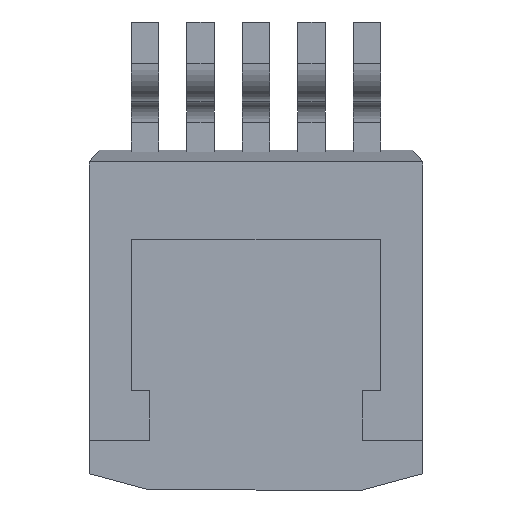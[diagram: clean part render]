
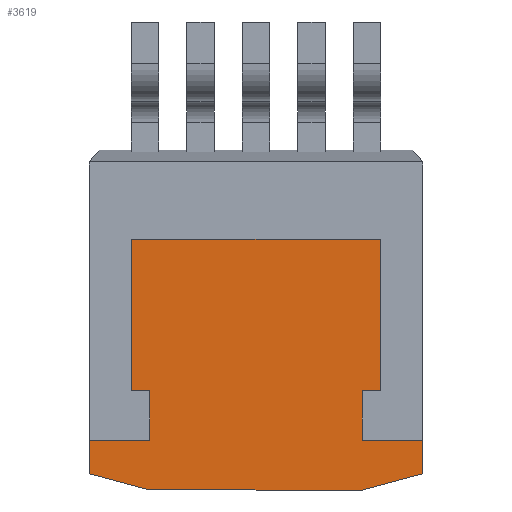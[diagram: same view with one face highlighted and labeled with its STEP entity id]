
A CAD part, front view. The second image highlights one B-rep face of the part: STEP entity #3619.
In plain terms, the highlighted planar face has unit normal (0, -1, 0).
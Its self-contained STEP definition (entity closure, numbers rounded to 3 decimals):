
#48 = CARTESIAN_POINT ( 'NONE',  ( -3.251, 0.102, -4.445 ) ) ;
#49 = DIRECTION ( 'NONE',  ( 1., 0., 0. ) ) ;
#50 = VECTOR ( 'NONE', #49, 1000. ) ;
#51 = CARTESIAN_POINT ( 'NONE',  ( -5.112, 0.102, -4.445 ) ) ;
#52 = LINE ( 'NONE', #51, #50 ) ;
#168 = CARTESIAN_POINT ( 'NONE',  ( -3.81, 0.102, -2.921 ) ) ;
#169 = DIRECTION ( 'NONE',  ( -1., 0., 0. ) ) ;
#170 = VECTOR ( 'NONE', #169, 1000. ) ;
#171 = CARTESIAN_POINT ( 'NONE',  ( -3.251, 0.102, -2.921 ) ) ;
#172 = LINE ( 'NONE', #171, #170 ) ;
#228 = CARTESIAN_POINT ( 'NONE',  ( -3.251, 0.102, -2.921 ) ) ;
#229 = DIRECTION ( 'NONE',  ( 0., 0., 1. ) ) ;
#230 = VECTOR ( 'NONE', #229, 1000. ) ;
#231 = CARTESIAN_POINT ( 'NONE',  ( -3.251, 0.102, -4.445 ) ) ;
#232 = LINE ( 'NONE', #231, #230 ) ;
#272 = CARTESIAN_POINT ( 'NONE',  ( 3.81, 0.102, 1.727 ) ) ;
#273 = DIRECTION ( 'NONE',  ( 1., 0., 0. ) ) ;
#274 = VECTOR ( 'NONE', #273, 1000. ) ;
#275 = CARTESIAN_POINT ( 'NONE',  ( -3.81, 0.102, 1.727 ) ) ;
#276 = LINE ( 'NONE', #275, #274 ) ;
#282 = CARTESIAN_POINT ( 'NONE',  ( 3.251, 0.102, -2.921 ) ) ;
#283 = DIRECTION ( 'NONE',  ( -1., 0., 0. ) ) ;
#284 = VECTOR ( 'NONE', #283, 1000. ) ;
#285 = CARTESIAN_POINT ( 'NONE',  ( 3.81, 0.102, -2.921 ) ) ;
#286 = LINE ( 'NONE', #285, #284 ) ;
#294 = CARTESIAN_POINT ( 'NONE',  ( 3.81, 0.102, 1.727 ) ) ;
#295 = LINE ( 'NONE', #294, #349 ) ;
#321 = DIRECTION ( 'NONE',  ( 0., 0., 1. ) ) ;
#322 = VECTOR ( 'NONE', #321, 1000. ) ;
#323 = CARTESIAN_POINT ( 'NONE',  ( -3.81, 0.102, -2.921 ) ) ;
#324 = LINE ( 'NONE', #323, #322 ) ;
#347 = CARTESIAN_POINT ( 'NONE',  ( 3.81, 0.102, -2.921 ) ) ;
#348 = DIRECTION ( 'NONE',  ( 0., 0., -1. ) ) ;
#349 = VECTOR ( 'NONE', #348, 1000. ) ;
#379 = CARTESIAN_POINT ( 'NONE',  ( -3.81, 0.102, 1.727 ) ) ;
#447 = CARTESIAN_POINT ( 'NONE',  ( 3.251, 0.102, -4.445 ) ) ;
#448 = DIRECTION ( 'NONE',  ( 0., 0., -1. ) ) ;
#449 = VECTOR ( 'NONE', #448, 1000. ) ;
#450 = CARTESIAN_POINT ( 'NONE',  ( 3.251, 0.102, -2.921 ) ) ;
#451 = LINE ( 'NONE', #450, #449 ) ;
#3066 = VERTEX_POINT ( 'NONE', #5473 ) ;
#3147 = EDGE_CURVE ( 'NONE', #4400, #3066, #5722, .T. ) ;
#3423 = EDGE_CURVE ( 'NONE', #3066, #3494, #6640, .T. ) ;
#3494 = VERTEX_POINT ( 'NONE', #6889 ) ;
#3541 = ORIENTED_EDGE ( 'NONE', *, *, #3542, .T. ) ;
#3542 = EDGE_CURVE ( 'NONE', #3631, #3494, #7001, .T. ) ;
#3544 = ORIENTED_EDGE ( 'NONE', *, *, #3423, .F. ) ;
#3592 = ORIENTED_EDGE ( 'NONE', *, *, #3593, .T. ) ;
#3593 = EDGE_CURVE ( 'NONE', #4237, #3632, #7165, .T. ) ;
#3596 = ORIENTED_EDGE ( 'NONE', *, *, #3629, .F. ) ;
#3619 = ADVANCED_FACE ( 'NONE', ( #7237 ), #7276, .T. ) ;
#3620 = EDGE_LOOP ( 'NONE', ( #3622, #3592, #3596, #3541, #3544, #3702, #3705, #3719, #3658, #3640, #3648, #3643, #3684, #3746 ) ) ;
#3622 = ORIENTED_EDGE ( 'NONE', *, *, #4239, .F. ) ;
#3629 = EDGE_CURVE ( 'NONE', #3631, #3632, #7302, .T. ) ;
#3631 = VERTEX_POINT ( 'NONE', #7297 ) ;
#3632 = VERTEX_POINT ( 'NONE', #7296 ) ;
#3640 = ORIENTED_EDGE ( 'NONE', *, *, #4338, .F. ) ;
#3643 = ORIENTED_EDGE ( 'NONE', *, *, #4289, .F. ) ;
#3648 = ORIENTED_EDGE ( 'NONE', *, *, #4354, .F. ) ;
#3658 = ORIENTED_EDGE ( 'NONE', *, *, #4349, .F. ) ;
#3684 = ORIENTED_EDGE ( 'NONE', *, *, #4306, .F. ) ;
#3702 = ORIENTED_EDGE ( 'NONE', *, *, #3147, .F. ) ;
#3705 = ORIENTED_EDGE ( 'NONE', *, *, #4399, .F. ) ;
#3719 = ORIENTED_EDGE ( 'NONE', *, *, #4331, .F. ) ;
#3746 = ORIENTED_EDGE ( 'NONE', *, *, #4246, .F. ) ;
#4237 = VERTEX_POINT ( 'NONE', #8809 ) ;
#4239 = EDGE_CURVE ( 'NONE', #4237, #4240, #8808, .T. ) ;
#4240 = VERTEX_POINT ( 'NONE', #8804 ) ;
#4246 = EDGE_CURVE ( 'NONE', #4240, #4247, #52, .T. ) ;
#4247 = VERTEX_POINT ( 'NONE', #48 ) ;
#4289 = EDGE_CURVE ( 'NONE', #4307, #4290, #172, .T. ) ;
#4290 = VERTEX_POINT ( 'NONE', #168 ) ;
#4306 = EDGE_CURVE ( 'NONE', #4247, #4307, #232, .T. ) ;
#4307 = VERTEX_POINT ( 'NONE', #228 ) ;
#4331 = EDGE_CURVE ( 'NONE', #4350, #4332, #286, .T. ) ;
#4332 = VERTEX_POINT ( 'NONE', #282 ) ;
#4338 = EDGE_CURVE ( 'NONE', #4355, #4339, #276, .T. ) ;
#4339 = VERTEX_POINT ( 'NONE', #272 ) ;
#4349 = EDGE_CURVE ( 'NONE', #4339, #4350, #295, .T. ) ;
#4350 = VERTEX_POINT ( 'NONE', #347 ) ;
#4354 = EDGE_CURVE ( 'NONE', #4290, #4355, #324, .T. ) ;
#4355 = VERTEX_POINT ( 'NONE', #379 ) ;
#4399 = EDGE_CURVE ( 'NONE', #4332, #4400, #451, .T. ) ;
#4400 = VERTEX_POINT ( 'NONE', #447 ) ;
#5473 = CARTESIAN_POINT ( 'NONE',  ( 5.112, 0.102, -4.445 ) ) ;
#5719 = DIRECTION ( 'NONE',  ( 1., 0., 0. ) ) ;
#5720 = VECTOR ( 'NONE', #5719, 1000. ) ;
#5721 = CARTESIAN_POINT ( 'NONE',  ( 3.251, 0.102, -4.445 ) ) ;
#5722 = LINE ( 'NONE', #5721, #5720 ) ;
#6640 = LINE ( 'NONE', #6698, #6696 ) ;
#6695 = DIRECTION ( 'NONE',  ( 0., 0., -1. ) ) ;
#6696 = VECTOR ( 'NONE', #6695, 1000. ) ;
#6698 = CARTESIAN_POINT ( 'NONE',  ( 5.112, 0.102, -4.445 ) ) ;
#6889 = CARTESIAN_POINT ( 'NONE',  ( 5.112, 0.102, -5.47 ) ) ;
#6998 = DIRECTION ( 'NONE',  ( 0.966, 0., 0.259 ) ) ;
#6999 = VECTOR ( 'NONE', #6998, 1000. ) ;
#7000 = CARTESIAN_POINT ( 'NONE',  ( -4.552, 0.102, -8.06 ) ) ;
#7001 = LINE ( 'NONE', #7000, #6999 ) ;
#7162 = DIRECTION ( 'NONE',  ( 0.966, 0., -0.259 ) ) ;
#7163 = VECTOR ( 'NONE', #7162, 1000. ) ;
#7164 = CARTESIAN_POINT ( 'NONE',  ( -4.987, 0.102, -5.504 ) ) ;
#7165 = LINE ( 'NONE', #7164, #7163 ) ;
#7237 = FACE_OUTER_BOUND ( 'NONE', #3620, .T. ) ;
#7272 = DIRECTION ( 'NONE',  ( 0., 0., -1. ) ) ;
#7273 = DIRECTION ( 'NONE',  ( 0., -1., 0. ) ) ;
#7274 = CARTESIAN_POINT ( 'NONE',  ( -5.112, 0.102, -5.969 ) ) ;
#7275 = AXIS2_PLACEMENT_3D ( 'NONE', #7274, #7273, #7272 ) ;
#7276 = PLANE ( 'NONE',  #7275 ) ;
#7296 = CARTESIAN_POINT ( 'NONE',  ( -3.251, 0.102, -5.969 ) ) ;
#7297 = CARTESIAN_POINT ( 'NONE',  ( 3.251, 0.102, -5.969 ) ) ;
#7299 = DIRECTION ( 'NONE',  ( -1., 0., 0. ) ) ;
#7300 = VECTOR ( 'NONE', #7299, 1000. ) ;
#7301 = CARTESIAN_POINT ( 'NONE',  ( -5.112, 0.102, -5.969 ) ) ;
#7302 = LINE ( 'NONE', #7301, #7300 ) ;
#8804 = CARTESIAN_POINT ( 'NONE',  ( -5.112, 0.102, -4.445 ) ) ;
#8805 = DIRECTION ( 'NONE',  ( 0., 0., 1. ) ) ;
#8806 = VECTOR ( 'NONE', #8805, 1000. ) ;
#8807 = CARTESIAN_POINT ( 'NONE',  ( -5.112, 0.102, -4.445 ) ) ;
#8808 = LINE ( 'NONE', #8807, #8806 ) ;
#8809 = CARTESIAN_POINT ( 'NONE',  ( -5.112, 0.102, -5.47 ) ) ;
